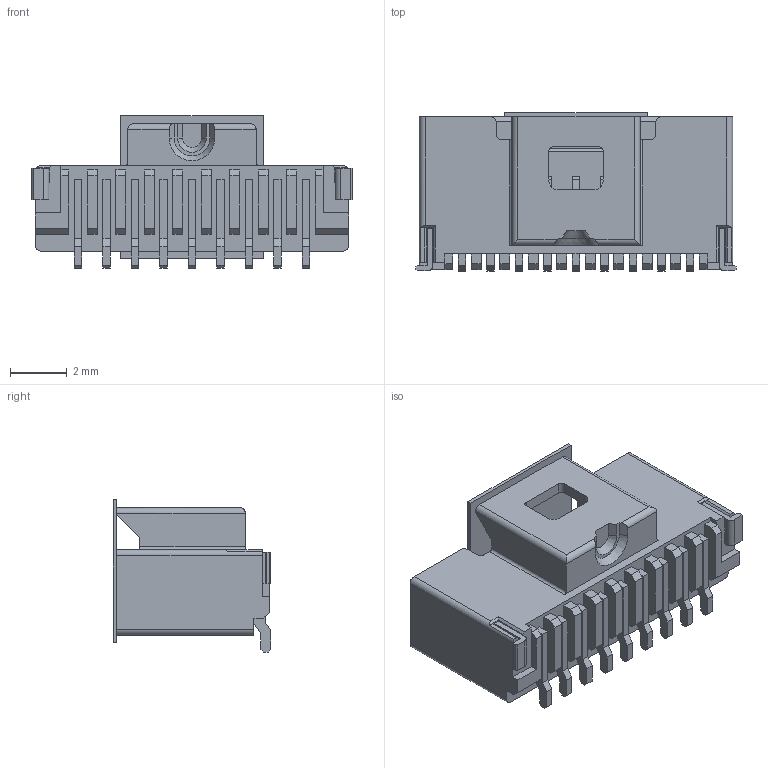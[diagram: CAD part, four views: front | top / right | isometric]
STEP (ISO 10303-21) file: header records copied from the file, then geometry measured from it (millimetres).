
FILE_DESCRIPTION((''),'2;1');
FILE_NAME('5013310907','2017-07-18T',('ksrinivasara'),(''),'PRO/ENGINEER BY PARAMETRIC TECHNOLOGY CORPORATION, 2012310','PRO/ENGINEER BY PARAMETRIC TECHNOLOGY CORPORATION, 2012310','');
FILE_SCHEMA(('CONFIG_CONTROL_DESIGN'));
Length unit declared in the file: millimetre
Products named in the file (1): 5013310907
Bounding box: 11.24 x 5.54 x 5.35 mm (x, y, z)
Volume: 92.7 mm3; surface area: 470.1 mm2
Topology: 2 solids, 2 shells, 393 faces, 1113 edges, 750 vertices
Faces by surface type: plane 348, cylinder 39, cone 6
Entity records: 12531 total; most frequent: CARTESIAN_POINT 2249, ORIENTED_EDGE 2138, DIRECTION 1975, EDGE_CURVE 1069, VECTOR 1027, LINE 1027, VERTEX_POINT 706, AXIS2_PLACEMENT_3D 474
